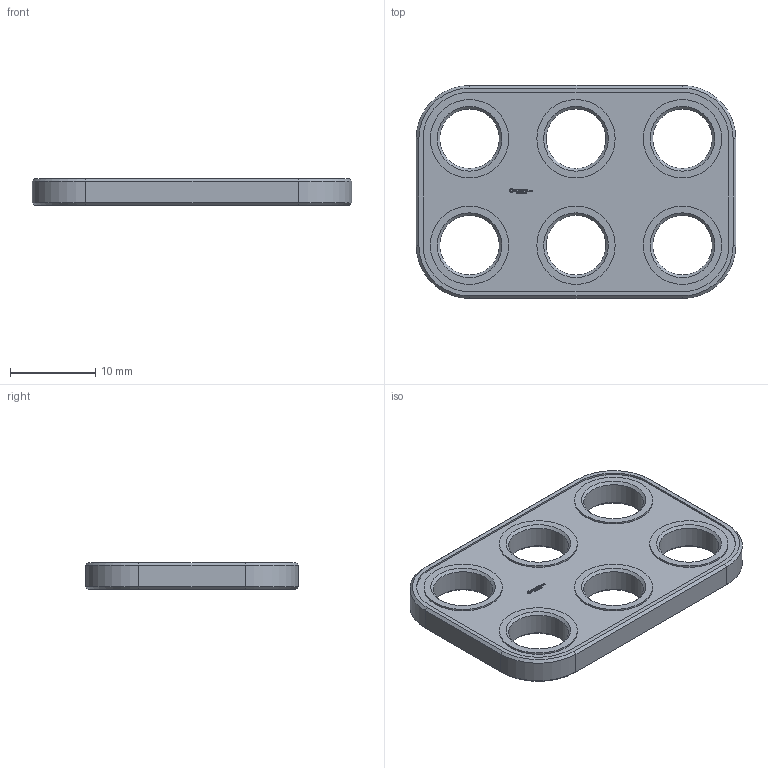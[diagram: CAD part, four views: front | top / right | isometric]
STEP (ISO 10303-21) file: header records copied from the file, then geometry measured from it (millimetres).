
FILE_DESCRIPTION(('FreeCAD Model'),'2;1');
FILE_NAME('Open CASCADE Shape Model','2024-10-08T00:47:37',(''),(''), 'Open CASCADE STEP processor 7.7','FreeCAD','Unknown');
FILE_SCHEMA(('AUTOMOTIVE_DESIGN { 1 0 10303 214 1 1 1 1 }'));
Length unit declared in the file: millimetre
Products named in the file (1): Plate RCT CRNR BU03x02x00.25 - SPN-PLT-0085 (stemfie.org)
Bounding box: 37.5 x 25 x 3.12 mm (x, y, z)
Volume: 1997.7 mm3; surface area: 2087.7 mm2
Topology: 1 solids, 1 shells, 535 faces, 1451 edges, 958 vertices
Faces by surface type: plane 325, extrusion 170, cylinder 20, cone 20
Full cylindrical faces by diameter (mm): 7 x6, 9.2 x6
Entity records: 17257 total; most frequent: CARTESIAN_POINT 4335, ORIENTED_EDGE 2902, DIRECTION 2073, EDGE_CURVE 1451, VECTOR 1221, LINE 1051, VERTEX_POINT 958, FACE_BOUND 587
